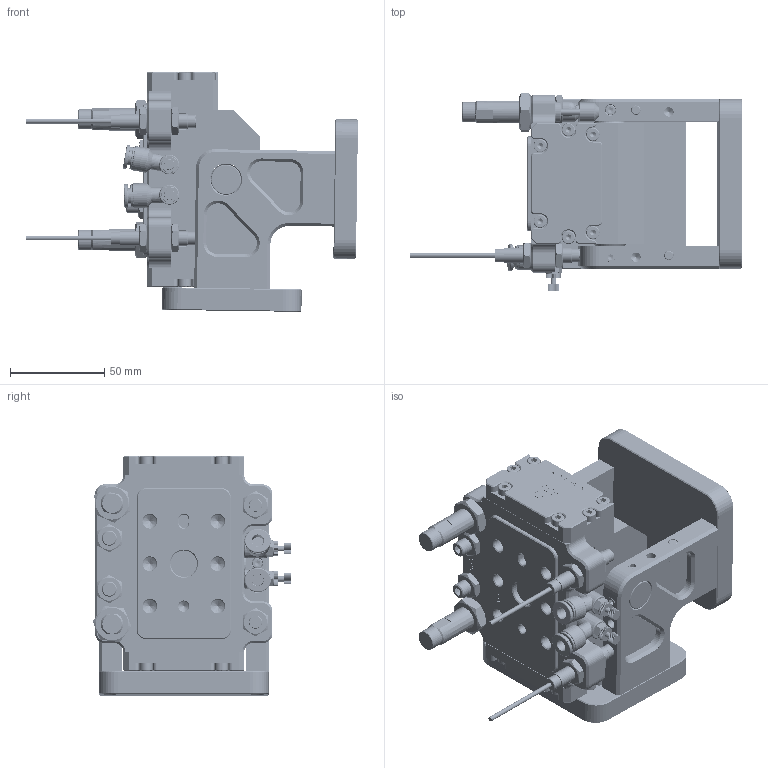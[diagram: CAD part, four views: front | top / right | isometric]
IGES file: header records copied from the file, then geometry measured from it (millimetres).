
Start section: SolidWorks IGES file using analytic representation for surfaces
Global section: file name: FY-SW-6.1N.m.IGS,15HSolidWorks; native system: 2020; preprocessor: SolidWorks 2020; author: Administrator; date: 231120.152634; units: millimetre
Bounding box: 175.97 x 105.3 x 127.09 mm (x, y, z)
Surface area: 152697.9 mm2 (no closed solid volume)
Topology: 0 solids, 0 shells, 3012 faces, 31150 edges, 31060 vertices
Faces by surface type: bspline 1834, revolution 1178
